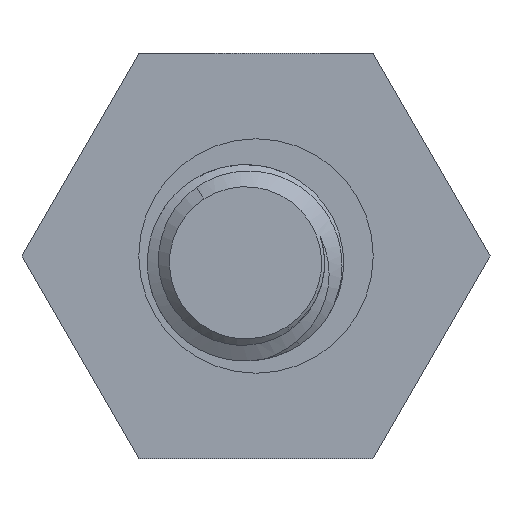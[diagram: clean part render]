
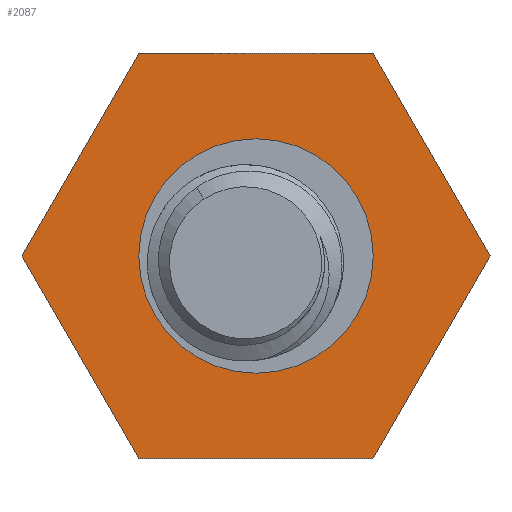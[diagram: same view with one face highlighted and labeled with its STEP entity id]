
A CAD part, front view. The second image highlights one B-rep face of the part: STEP entity #2087.
In plain terms, the highlighted planar face has unit normal (0, -1, 0).
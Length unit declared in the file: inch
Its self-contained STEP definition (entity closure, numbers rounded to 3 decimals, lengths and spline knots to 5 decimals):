
#31 = FACE_BOUND ( 'NONE', #1559, .T. ) ;
#85 = ORIENTED_EDGE ( 'NONE', *, *, #3227, .T. ) ;
#96 = VERTEX_POINT ( 'NONE', #822 ) ;
#130 = PLANE ( 'NONE',  #4379 ) ;
#164 = CARTESIAN_POINT ( 'NONE',  ( 0.23455, 0., 0.40625 ) ) ;
#173 = CARTESIAN_POINT ( 'NONE',  ( 0., 0., 0. ) ) ;
#178 = EDGE_LOOP ( 'NONE', ( #85, #558, #2794, #2303, #2107, #1590 ) ) ;
#188 = DIRECTION ( 'NONE',  ( 0., -1., 0. ) ) ;
#190 = EDGE_CURVE ( 'NONE', #1061, #3046, #2732, .T. ) ;
#199 = DIRECTION ( 'NONE',  ( 0., 0., -1. ) ) ;
#230 = AXIS2_PLACEMENT_3D ( 'NONE', #2993, #2975, #2962 ) ;
#232 = VECTOR ( 'NONE', #510, 39.37008 ) ;
#267 = CARTESIAN_POINT ( 'NONE',  ( -0.4691, 0., 0. ) ) ;
#342 = VECTOR ( 'NONE', #1367, 39.37008 ) ;
#343 = LINE ( 'NONE', #2216, #232 ) ;
#355 = DIRECTION ( 'NONE',  ( 1., 0., 0. ) ) ;
#427 = AXIS2_PLACEMENT_3D ( 'NONE', #3384, #3366, #3354 ) ;
#510 = DIRECTION ( 'NONE',  ( -1., 0., 0. ) ) ;
#558 = ORIENTED_EDGE ( 'NONE', *, *, #2686, .T. ) ;
#758 = LINE ( 'NONE', #1708, #3487 ) ;
#822 = CARTESIAN_POINT ( 'NONE',  ( 0., 0., 0.235 ) ) ;
#883 = CARTESIAN_POINT ( 'NONE',  ( 0., 0., -0.235 ) ) ;
#928 = CARTESIAN_POINT ( 'NONE',  ( -0.23455, 0., -0.40625 ) ) ;
#991 = DIRECTION ( 'NONE',  ( -0.5, 0., -0.866 ) ) ;
#1056 = CIRCLE ( 'NONE', #230, 0.235 ) ;
#1061 = VERTEX_POINT ( 'NONE', #1291 ) ;
#1116 = ORIENTED_EDGE ( 'NONE', *, *, #2618, .T. ) ;
#1165 = EDGE_CURVE ( 'NONE', #2219, #4352, #4050, .T. ) ;
#1222 = VERTEX_POINT ( 'NONE', #883 ) ;
#1291 = CARTESIAN_POINT ( 'NONE',  ( 0.4691, 0., 0. ) ) ;
#1321 = CARTESIAN_POINT ( 'NONE',  ( 0.4691, 0., 0. ) ) ;
#1324 = CARTESIAN_POINT ( 'NONE',  ( -0.23455, 0., -0.40625 ) ) ;
#1349 = CARTESIAN_POINT ( 'NONE',  ( 0.23455, 0., -0.40625 ) ) ;
#1367 = DIRECTION ( 'NONE',  ( -0.5, 0., 0.866 ) ) ;
#1559 = EDGE_LOOP ( 'NONE', ( #3930, #1116 ) ) ;
#1584 = CARTESIAN_POINT ( 'NONE',  ( 0.23455, 0., -0.40625 ) ) ;
#1590 = ORIENTED_EDGE ( 'NONE', *, *, #1857, .T. ) ;
#1708 = CARTESIAN_POINT ( 'NONE',  ( -0.23455, 0., 0.40625 ) ) ;
#1857 = EDGE_CURVE ( 'NONE', #3046, #3382, #343, .T. ) ;
#2087 = ADVANCED_FACE ( 'NONE', ( #31, #3996 ), #130, .T. ) ;
#2107 = ORIENTED_EDGE ( 'NONE', *, *, #190, .T. ) ;
#2153 = CARTESIAN_POINT ( 'NONE',  ( -0.23455, 0., 0.40625 ) ) ;
#2201 = VECTOR ( 'NONE', #2632, 39.37008 ) ;
#2216 = CARTESIAN_POINT ( 'NONE',  ( 0.23455, 0., 0.40625 ) ) ;
#2219 = VERTEX_POINT ( 'NONE', #928 ) ;
#2303 = ORIENTED_EDGE ( 'NONE', *, *, #3170, .T. ) ;
#2327 = LINE ( 'NONE', #2617, #2201 ) ;
#2617 = CARTESIAN_POINT ( 'NONE',  ( -0.4691, 0., 0. ) ) ;
#2618 = EDGE_CURVE ( 'NONE', #1222, #96, #3490, .T. ) ;
#2632 = DIRECTION ( 'NONE',  ( 0.5, 0., -0.866 ) ) ;
#2655 = LINE ( 'NONE', #1349, #4552 ) ;
#2686 = EDGE_CURVE ( 'NONE', #4569, #2219, #2327, .T. ) ;
#2732 = LINE ( 'NONE', #1321, #342 ) ;
#2794 = ORIENTED_EDGE ( 'NONE', *, *, #1165, .T. ) ;
#2809 = EDGE_CURVE ( 'NONE', #96, #1222, #1056, .T. ) ;
#2962 = DIRECTION ( 'NONE',  ( 0., 0., 1. ) ) ;
#2975 = DIRECTION ( 'NONE',  ( 0., 1., 0. ) ) ;
#2993 = CARTESIAN_POINT ( 'NONE',  ( 0., 0., 0. ) ) ;
#2999 = VECTOR ( 'NONE', #355, 39.37008 ) ;
#3046 = VERTEX_POINT ( 'NONE', #164 ) ;
#3109 = DIRECTION ( 'NONE',  ( 0.5, 0., 0.866 ) ) ;
#3170 = EDGE_CURVE ( 'NONE', #4352, #1061, #2655, .T. ) ;
#3227 = EDGE_CURVE ( 'NONE', #3382, #4569, #758, .T. ) ;
#3354 = DIRECTION ( 'NONE',  ( 0., 0., 1. ) ) ;
#3366 = DIRECTION ( 'NONE',  ( 0., 1., 0. ) ) ;
#3382 = VERTEX_POINT ( 'NONE', #2153 ) ;
#3384 = CARTESIAN_POINT ( 'NONE',  ( 0., 0., 0. ) ) ;
#3487 = VECTOR ( 'NONE', #991, 39.37008 ) ;
#3490 = CIRCLE ( 'NONE', #427, 0.235 ) ;
#3930 = ORIENTED_EDGE ( 'NONE', *, *, #2809, .T. ) ;
#3996 = FACE_OUTER_BOUND ( 'NONE', #178, .T. ) ;
#4050 = LINE ( 'NONE', #1324, #2999 ) ;
#4352 = VERTEX_POINT ( 'NONE', #1584 ) ;
#4379 = AXIS2_PLACEMENT_3D ( 'NONE', #173, #188, #199 ) ;
#4552 = VECTOR ( 'NONE', #3109, 39.37008 ) ;
#4569 = VERTEX_POINT ( 'NONE', #267 ) ;
